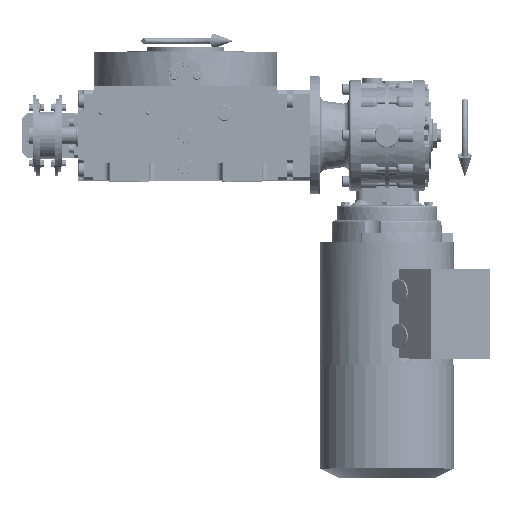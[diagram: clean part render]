
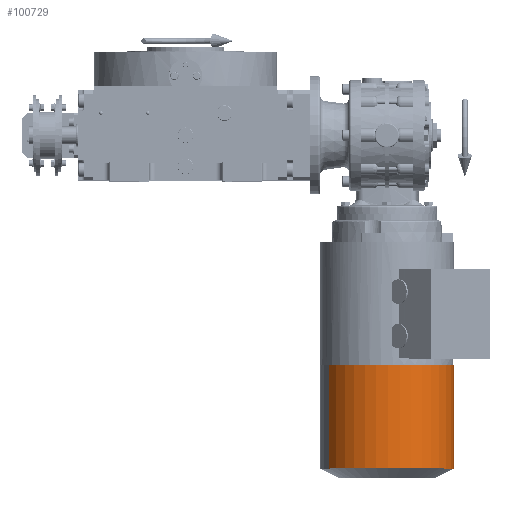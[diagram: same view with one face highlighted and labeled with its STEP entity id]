
A CAD part, top view. The second image highlights one B-rep face of the part: STEP entity #100729.
In plain terms, the highlighted cylindrical face has radius 60.5 mm (diameter 121 mm), a partial arc.
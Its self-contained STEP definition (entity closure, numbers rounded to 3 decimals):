
#1958 = CARTESIAN_POINT ( 'NONE',  ( -64.811, 8.35, 58.703 ) ) ;
#11388 = VERTEX_POINT ( 'NONE', #134090 ) ;
#12943 = VERTEX_POINT ( 'NONE', #29688 ) ;
#15121 = DIRECTION ( 'NONE',  ( 1., 0., 0. ) ) ;
#16491 = LINE ( 'NONE', #80320, #130405 ) ;
#24173 = CARTESIAN_POINT ( 'NONE',  ( -64.811, -6.286, 0. ) ) ;
#27005 = EDGE_CURVE ( 'NONE', #32501, #57571, #16491, .T. ) ;
#29688 = CARTESIAN_POINT ( 'NONE',  ( -64.811, -20.922, -58.703 ) ) ;
#32501 = VERTEX_POINT ( 'NONE', #1958 ) ;
#40863 = DIRECTION ( 'NONE',  ( -1., 0., 0. ) ) ;
#41741 = CARTESIAN_POINT ( 'NONE',  ( -158.212, 8.35, 58.703 ) ) ;
#42197 = DIRECTION ( 'NONE',  ( -1., 0., 0. ) ) ;
#44572 = EDGE_LOOP ( 'NONE', ( #65122, #88576, #104717, #131433 ) ) ;
#46549 = CIRCLE ( 'NONE', #115502, 60.5 ) ;
#47024 = AXIS2_PLACEMENT_3D ( 'NONE', #116357, #40863, #115539 ) ;
#53206 = CARTESIAN_POINT ( 'NONE',  ( -158.212, -20.922, -58.703 ) ) ;
#53829 = VECTOR ( 'NONE', #15121, 1000. ) ;
#55350 = EDGE_CURVE ( 'NONE', #12943, #32501, #46549, .T. ) ;
#57571 = VERTEX_POINT ( 'NONE', #41741 ) ;
#65122 = ORIENTED_EDGE ( 'NONE', *, *, #55350, .F. ) ;
#67053 = DIRECTION ( 'NONE',  ( -1., 0., 0. ) ) ;
#68240 = CIRCLE ( 'NONE', #47024, 60.5 ) ;
#80320 = CARTESIAN_POINT ( 'NONE',  ( -64.811, 8.35, 58.703 ) ) ;
#82772 = DIRECTION ( 'NONE',  ( 0., 0.242, 0.97 ) ) ;
#86655 = EDGE_CURVE ( 'NONE', #57571, #11388, #68240, .T. ) ;
#88576 = ORIENTED_EDGE ( 'NONE', *, *, #94565, .F. ) ;
#90554 = LINE ( 'NONE', #53206, #53829 ) ;
#94565 = EDGE_CURVE ( 'NONE', #11388, #12943, #90554, .T. ) ;
#100729 = ADVANCED_FACE ( 'NONE', ( #158199 ), #106052, .T. ) ;
#104717 = ORIENTED_EDGE ( 'NONE', *, *, #86655, .F. ) ;
#106052 = CYLINDRICAL_SURFACE ( 'NONE', #106535, 60.5 ) ;
#106535 = AXIS2_PLACEMENT_3D ( 'NONE', #108489, #42197, #82772 ) ;
#108489 = CARTESIAN_POINT ( 'NONE',  ( -26.951, -6.286, 0. ) ) ;
#111253 = DIRECTION ( 'NONE',  ( 0., -0.242, -0.97 ) ) ;
#115502 = AXIS2_PLACEMENT_3D ( 'NONE', #24173, #160960, #111253 ) ;
#115539 = DIRECTION ( 'NONE',  ( 0., 0.242, 0.97 ) ) ;
#116357 = CARTESIAN_POINT ( 'NONE',  ( -158.212, -6.286, 0. ) ) ;
#130405 = VECTOR ( 'NONE', #67053, 1000. ) ;
#131433 = ORIENTED_EDGE ( 'NONE', *, *, #27005, .F. ) ;
#134090 = CARTESIAN_POINT ( 'NONE',  ( -158.212, -20.922, -58.703 ) ) ;
#158199 = FACE_OUTER_BOUND ( 'NONE', #44572, .T. ) ;
#160960 = DIRECTION ( 'NONE',  ( 1., 0., 0. ) ) ;
